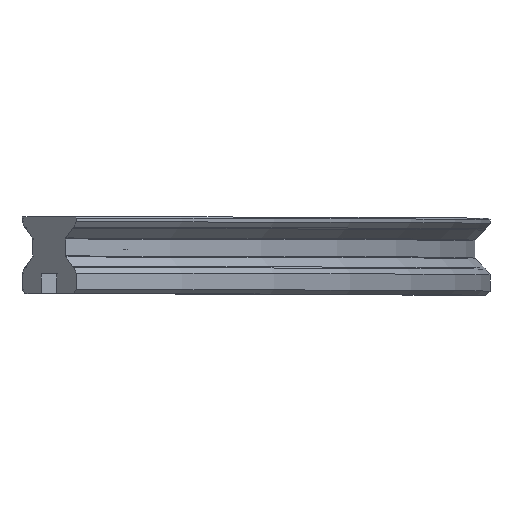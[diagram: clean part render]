
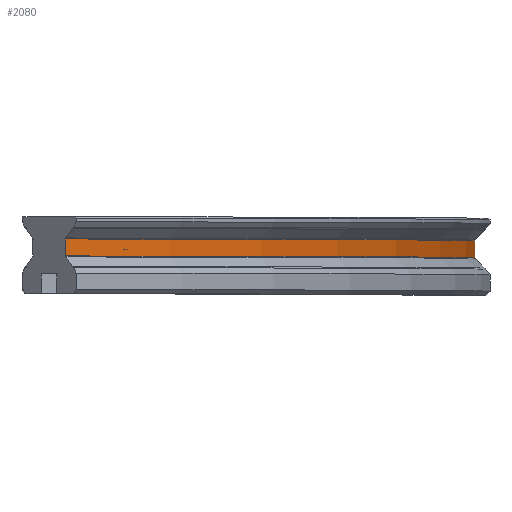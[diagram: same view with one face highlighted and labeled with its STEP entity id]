
A CAD part, top view. The second image highlights one B-rep face of the part: STEP entity #2080.
In plain terms, the highlighted cylindrical face has radius 508.5 mm (diameter 1017 mm), a partial arc.
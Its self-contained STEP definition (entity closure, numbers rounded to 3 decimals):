
#172 = ORIENTED_EDGE ( 'NONE', *, *, #1329, .F. ) ;
#175 = ORIENTED_EDGE ( 'NONE', *, *, #793, .T. ) ;
#179 = FACE_OUTER_BOUND ( 'NONE', #1120, .T. ) ;
#219 = CARTESIAN_POINT ( 'NONE',  ( -140.436, 13.707, 359.564 ) ) ;
#261 = DIRECTION ( 'NONE',  ( 0., 1., 0. ) ) ;
#290 = DIRECTION ( 'NONE',  ( 0., 1., 0. ) ) ;
#311 = AXIS2_PLACEMENT_3D ( 'NONE', #565, #334, #554 ) ;
#334 = DIRECTION ( 'NONE',  ( 0., 1., 0. ) ) ;
#345 = AXIS2_PLACEMENT_3D ( 'NONE', #458, #1142, #1845 ) ;
#362 = CARTESIAN_POINT ( 'NONE',  ( 8.5, 19.893, 0. ) ) ;
#368 = CYLINDRICAL_SURFACE ( 'NONE', #1404, 508.5 ) ;
#458 = CARTESIAN_POINT ( 'NONE',  ( -500., 13.707, 0. ) ) ;
#554 = DIRECTION ( 'NONE',  ( 0.707, 0., 0.707 ) ) ;
#559 = DIRECTION ( 'NONE',  ( 0., 0., 1. ) ) ;
#565 = CARTESIAN_POINT ( 'NONE',  ( -500., 19.893, 0. ) ) ;
#594 = ORIENTED_EDGE ( 'NONE', *, *, #1474, .F. ) ;
#793 = EDGE_CURVE ( 'NONE', #1279, #1073, #1125, .T. ) ;
#796 = CARTESIAN_POINT ( 'NONE',  ( 8.5, 13.707, 0. ) ) ;
#876 = DIRECTION ( 'NONE',  ( 0., 1., 0. ) ) ;
#965 = EDGE_CURVE ( 'NONE', #1727, #1279, #1318, .T. ) ;
#1025 = ORIENTED_EDGE ( 'NONE', *, *, #965, .T. ) ;
#1073 = VERTEX_POINT ( 'NONE', #362 ) ;
#1120 = EDGE_LOOP ( 'NONE', ( #594, #172, #1025, #175 ) ) ;
#1125 = LINE ( 'NONE', #2204, #1468 ) ;
#1142 = DIRECTION ( 'NONE',  ( 0., 1., 0. ) ) ;
#1200 = CIRCLE ( 'NONE', #311, 508.5 ) ;
#1279 = VERTEX_POINT ( 'NONE', #796 ) ;
#1318 = CIRCLE ( 'NONE', #345, 508.5 ) ;
#1329 = EDGE_CURVE ( 'NONE', #1727, #1544, #1849, .T. ) ;
#1368 = CARTESIAN_POINT ( 'NONE',  ( -140.436, 19.893, 359.564 ) ) ;
#1372 = CARTESIAN_POINT ( 'NONE',  ( -500., 0., 0. ) ) ;
#1404 = AXIS2_PLACEMENT_3D ( 'NONE', #1372, #876, #559 ) ;
#1468 = VECTOR ( 'NONE', #261, 1000. ) ;
#1474 = EDGE_CURVE ( 'NONE', #1544, #1073, #1200, .T. ) ;
#1504 = CARTESIAN_POINT ( 'NONE',  ( -140.436, 13.707, 359.564 ) ) ;
#1544 = VERTEX_POINT ( 'NONE', #1368 ) ;
#1727 = VERTEX_POINT ( 'NONE', #219 ) ;
#1845 = DIRECTION ( 'NONE',  ( 0.707, 0., 0.707 ) ) ;
#1849 = LINE ( 'NONE', #1504, #2091 ) ;
#2080 = ADVANCED_FACE ( 'NONE', ( #179 ), #368, .T. ) ;
#2091 = VECTOR ( 'NONE', #290, 1000. ) ;
#2204 = CARTESIAN_POINT ( 'NONE',  ( 8.5, 13.707, 0. ) ) ;
